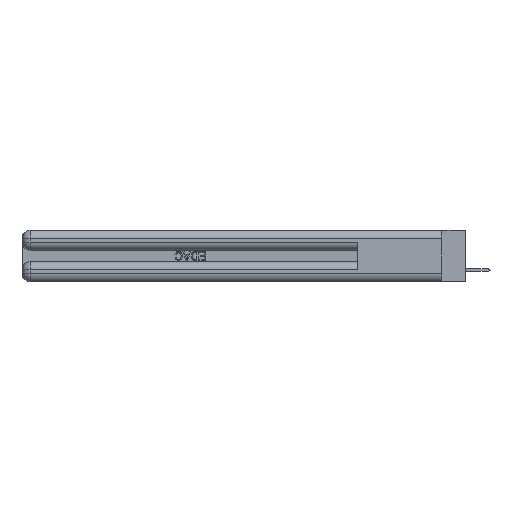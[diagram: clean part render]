
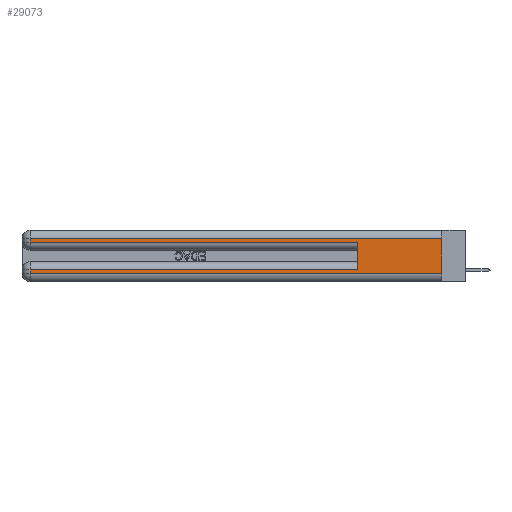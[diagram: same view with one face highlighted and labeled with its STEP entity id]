
A CAD part, left-side view. The second image highlights one B-rep face of the part: STEP entity #29073.
In plain terms, the highlighted planar face has unit normal (-1, 0, 0).
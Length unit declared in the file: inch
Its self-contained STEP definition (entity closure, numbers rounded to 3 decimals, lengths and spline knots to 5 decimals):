
#46 = PLANE ( 'NONE',  #13930 ) ;
#325 = VECTOR ( 'NONE', #35285, 39.37008 ) ;
#774 = CARTESIAN_POINT ( 'NONE',  ( 0., 0., 0.285 ) ) ;
#1376 = VECTOR ( 'NONE', #22255, 39.37008 ) ;
#1611 = DIRECTION ( 'NONE',  ( 0., 1., 0. ) ) ;
#2014 = ORIENTED_EDGE ( 'NONE', *, *, #18154, .T. ) ;
#3049 = CARTESIAN_POINT ( 'NONE',  ( 0., 0., 0.31 ) ) ;
#3142 = DIRECTION ( 'NONE',  ( 1., 0., 0. ) ) ;
#3470 = ORIENTED_EDGE ( 'NONE', *, *, #15796, .T. ) ;
#4227 = CARTESIAN_POINT ( 'NONE',  ( 0., 0., 0.06 ) ) ;
#5074 = EDGE_CURVE ( 'NONE', #20943, #7992, #21467, .T. ) ;
#6209 = ORIENTED_EDGE ( 'NONE', *, *, #12247, .F. ) ;
#6483 = DIRECTION ( 'NONE',  ( 0., 1., 0. ) ) ;
#7041 = CARTESIAN_POINT ( 'NONE',  ( 0., 2.94, 0.285 ) ) ;
#7992 = VERTEX_POINT ( 'NONE', #23429 ) ;
#8357 = LINE ( 'NONE', #17515, #28879 ) ;
#11057 = CARTESIAN_POINT ( 'NONE',  ( 0., 2.94, 0.37 ) ) ;
#11317 = CARTESIAN_POINT ( 'NONE',  ( 0., 2.94, 0.06 ) ) ;
#11331 = EDGE_CURVE ( 'NONE', #31755, #20943, #13329, .T. ) ;
#12247 = EDGE_CURVE ( 'NONE', #27520, #7992, #8357, .T. ) ;
#12359 = CARTESIAN_POINT ( 'NONE',  ( 0., 0., 0.31 ) ) ;
#12399 = DIRECTION ( 'NONE',  ( 0., 0., -1. ) ) ;
#12791 = DIRECTION ( 'NONE',  ( 0., -1., 0. ) ) ;
#13329 = LINE ( 'NONE', #15287, #325 ) ;
#13930 = AXIS2_PLACEMENT_3D ( 'NONE', #19997, #3142, #14741 ) ;
#14522 = ORIENTED_EDGE ( 'NONE', *, *, #18464, .F. ) ;
#14741 = DIRECTION ( 'NONE',  ( 0., 0., -1. ) ) ;
#14882 = CARTESIAN_POINT ( 'NONE',  ( 0., 0., 0.37 ) ) ;
#15287 = CARTESIAN_POINT ( 'NONE',  ( 0., 2.94, 0.37 ) ) ;
#15377 = FACE_OUTER_BOUND ( 'NONE', #32042, .T. ) ;
#15796 = EDGE_CURVE ( 'NONE', #20768, #31755, #27740, .T. ) ;
#16615 = VERTEX_POINT ( 'NONE', #26746 ) ;
#17471 = EDGE_CURVE ( 'NONE', #31886, #16615, #25982, .T. ) ;
#17515 = CARTESIAN_POINT ( 'NONE',  ( 0., 0.6, 0.145 ) ) ;
#17725 = ORIENTED_EDGE ( 'NONE', *, *, #11331, .T. ) ;
#18154 = EDGE_CURVE ( 'NONE', #26277, #31886, #32659, .T. ) ;
#18464 = EDGE_CURVE ( 'NONE', #20768, #16615, #21433, .T. ) ;
#19997 = CARTESIAN_POINT ( 'NONE',  ( 0., 0., 0.37 ) ) ;
#20768 = VERTEX_POINT ( 'NONE', #3049 ) ;
#20943 = VERTEX_POINT ( 'NONE', #7041 ) ;
#21044 = VECTOR ( 'NONE', #6483, 39.37008 ) ;
#21177 = VECTOR ( 'NONE', #1611, 39.37008 ) ;
#21433 = LINE ( 'NONE', #14882, #31320 ) ;
#21467 = LINE ( 'NONE', #774, #30884 ) ;
#22255 = DIRECTION ( 'NONE',  ( 0., 0., -1. ) ) ;
#22505 = LINE ( 'NONE', #27436, #21177 ) ;
#23429 = CARTESIAN_POINT ( 'NONE',  ( 0., 0.6, 0.285 ) ) ;
#24533 = ORIENTED_EDGE ( 'NONE', *, *, #17471, .T. ) ;
#24595 = DIRECTION ( 'NONE',  ( 0., -1., 0. ) ) ;
#25982 = LINE ( 'NONE', #4227, #34953 ) ;
#26277 = VERTEX_POINT ( 'NONE', #29344 ) ;
#26746 = CARTESIAN_POINT ( 'NONE',  ( 0., 0., 0.06 ) ) ;
#27436 = CARTESIAN_POINT ( 'NONE',  ( 0., 0., 0.085 ) ) ;
#27520 = VERTEX_POINT ( 'NONE', #29135 ) ;
#27740 = LINE ( 'NONE', #12359, #21044 ) ;
#28013 = CARTESIAN_POINT ( 'NONE',  ( 0., 2.94, 0.31 ) ) ;
#28879 = VECTOR ( 'NONE', #37060, 39.37008 ) ;
#29073 = ADVANCED_FACE ( 'NONE', ( #15377 ), #46, .F. ) ;
#29135 = CARTESIAN_POINT ( 'NONE',  ( 0., 0.6, 0.085 ) ) ;
#29344 = CARTESIAN_POINT ( 'NONE',  ( 0., 2.94, 0.085 ) ) ;
#30884 = VECTOR ( 'NONE', #12791, 39.37008 ) ;
#30939 = ORIENTED_EDGE ( 'NONE', *, *, #34929, .T. ) ;
#31131 = ORIENTED_EDGE ( 'NONE', *, *, #5074, .T. ) ;
#31320 = VECTOR ( 'NONE', #12399, 39.37008 ) ;
#31755 = VERTEX_POINT ( 'NONE', #28013 ) ;
#31886 = VERTEX_POINT ( 'NONE', #11317 ) ;
#32042 = EDGE_LOOP ( 'NONE', ( #14522, #3470, #17725, #31131, #6209, #30939, #2014, #24533 ) ) ;
#32659 = LINE ( 'NONE', #11057, #1376 ) ;
#34929 = EDGE_CURVE ( 'NONE', #27520, #26277, #22505, .T. ) ;
#34953 = VECTOR ( 'NONE', #24595, 39.37008 ) ;
#35285 = DIRECTION ( 'NONE',  ( 0., 0., -1. ) ) ;
#37060 = DIRECTION ( 'NONE',  ( 0., 0., 1. ) ) ;
